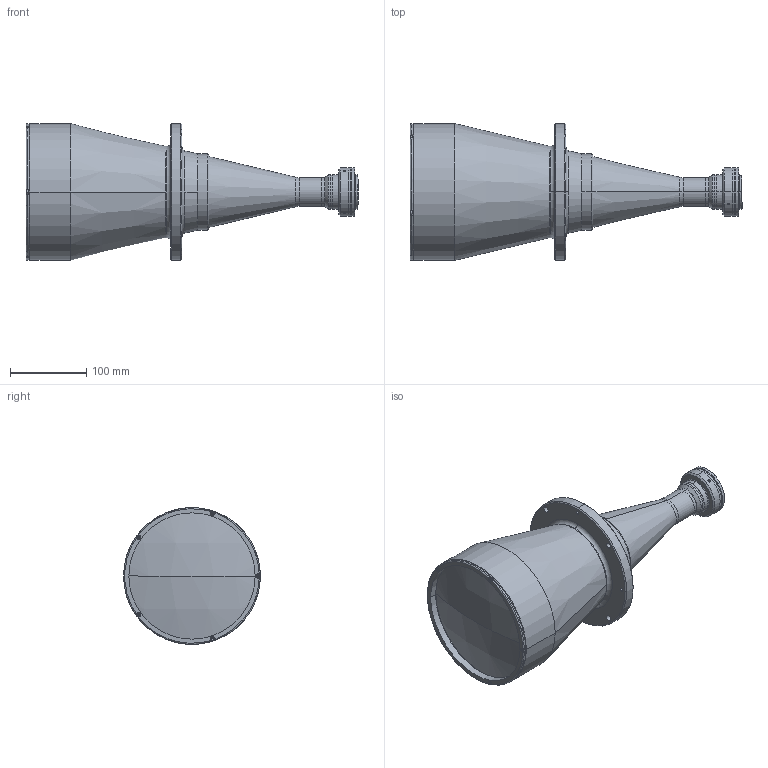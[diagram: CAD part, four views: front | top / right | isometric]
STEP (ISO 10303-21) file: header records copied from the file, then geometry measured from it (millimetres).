
FILE_DESCRIPTION (( 'STEP AP203' ), '1' );
FILE_NAME ('DP32123-A_TC4MHRP120-F.step', '2022-06-15T15:24:17', ( '' ), ( '' ), 'SwSTEP 2.0', 'SolidWorks 2021', '' );
FILE_SCHEMA (( 'CONFIG_CONTROL_DESIGN' ));
Length unit declared in the file: millimetre
Products named in the file (1): DP32123-A_TC4MHRP120-F
Bounding box: 436.39 x 180 x 180 mm (x, y, z)
Surface area: 232110.3 mm2 (no closed solid volume)
Topology: 0 solids, 33 shells, 234 faces, 720 edges, 501 vertices
Faces by surface type: cylinder 95, plane 72, cone 36, torus 27, sphere 4
Entity records: 8464 total; most frequent: CARTESIAN_POINT 1812, DIRECTION 1513, ORIENTED_EDGE 1138, EDGE_CURVE 712, AXIS2_PLACEMENT_3D 600, VERTEX_POINT 501, CIRCLE 365, VECTOR 313
